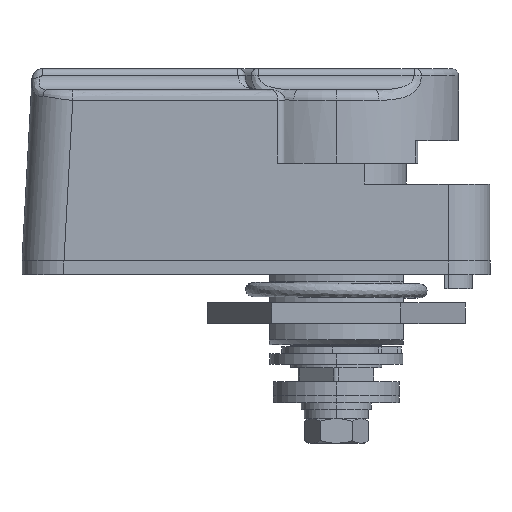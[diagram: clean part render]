
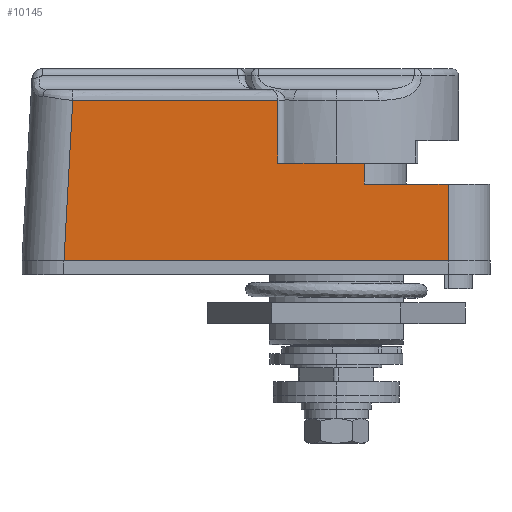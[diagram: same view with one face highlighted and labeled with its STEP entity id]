
A CAD part, left-side view. The second image highlights one B-rep face of the part: STEP entity #10145.
In plain terms, the highlighted planar face has unit normal (-1, 0, 0).
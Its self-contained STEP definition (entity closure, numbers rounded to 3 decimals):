
#1 = CARTESIAN_POINT ( 'NONE',  ( -17.5, -22., 0. ) ) ;
#59 = DIRECTION ( 'NONE',  ( 0., 0., 1. ) ) ;
#546 = LINE ( 'NONE', #11992, #8027 ) ;
#654 = ORIENTED_EDGE ( 'NONE', *, *, #7575, .T. ) ;
#803 = CARTESIAN_POINT ( 'NONE',  ( -17.5, 8.367, 14. ) ) ;
#917 = CARTESIAN_POINT ( 'NONE',  ( -17.5, 37.737, 23. ) ) ;
#979 = LINE ( 'NONE', #11142, #4332 ) ;
#1175 = VERTEX_POINT ( 'NONE', #2322 ) ;
#1320 = LINE ( 'NONE', #1, #7622 ) ;
#1383 = DIRECTION ( 'NONE',  ( -1., 0., 0. ) ) ;
#1543 = EDGE_CURVE ( 'NONE', #7117, #6990, #1320, .T. ) ;
#1560 = DIRECTION ( 'NONE',  ( 0., 0., 1. ) ) ;
#1775 = EDGE_CURVE ( 'NONE', #8961, #8982, #546, .T. ) ;
#1999 = EDGE_CURVE ( 'NONE', #7502, #6990, #5548, .T. ) ;
#2219 = CARTESIAN_POINT ( 'NONE',  ( -17.5, 28.253, 23. ) ) ;
#2322 = CARTESIAN_POINT ( 'NONE',  ( -17.5, -16., 11. ) ) ;
#2493 = VECTOR ( 'NONE', #2904, 1000. ) ;
#2507 = EDGE_CURVE ( 'NONE', #8975, #4824, #979, .T. ) ;
#2679 = CARTESIAN_POINT ( 'NONE',  ( -17.5, -22., 24.5 ) ) ;
#2849 = CARTESIAN_POINT ( 'NONE',  ( -17.5, -16., 24.5 ) ) ;
#2904 = DIRECTION ( 'NONE',  ( 0., 0.054, -0.999 ) ) ;
#3103 = CARTESIAN_POINT ( 'NONE',  ( -17.5, 8.367, 23. ) ) ;
#3430 = ORIENTED_EDGE ( 'NONE', *, *, #2507, .T. ) ;
#3550 = CARTESIAN_POINT ( 'NONE',  ( -17.5, 18.77, 23. ) ) ;
#3868 = VECTOR ( 'NONE', #4924, 1000. ) ;
#3989 = PLANE ( 'NONE',  #11531 ) ;
#4002 = DIRECTION ( 'NONE',  ( 0., -1., 0. ) ) ;
#4027 = ORIENTED_EDGE ( 'NONE', *, *, #1775, .T. ) ;
#4181 = LINE ( 'NONE', #2849, #12057 ) ;
#4237 = CARTESIAN_POINT ( 'NONE',  ( -17.5, 39.009, -0.327 ) ) ;
#4332 = VECTOR ( 'NONE', #9830, 1000. ) ;
#4824 = VERTEX_POINT ( 'NONE', #8484 ) ;
#4848 = CARTESIAN_POINT ( 'NONE',  ( -17.5, 9.287, 23. ) ) ;
#4924 = DIRECTION ( 'NONE',  ( 0., -1., 0. ) ) ;
#4989 = ORIENTED_EDGE ( 'NONE', *, *, #9819, .F. ) ;
#5088 = B_SPLINE_CURVE_WITH_KNOTS ( 'NONE', 3,
 ( #8783, #7489, #6170, #4848, #3550, #2219, #917 ),
 .UNSPECIFIED., .F., .F.,
 ( 4, 3, 4 ),
 ( 0.03, 0.031, 0.06 ),
 .UNSPECIFIED. ) ;
#5326 = CARTESIAN_POINT ( 'NONE',  ( -17.5, -4., 11. ) ) ;
#5548 = LINE ( 'NONE', #4237, #2493 ) ;
#6170 = CARTESIAN_POINT ( 'NONE',  ( -17.5, 8.98, 23. ) ) ;
#6204 = CARTESIAN_POINT ( 'NONE',  ( -17.5, 37.737, 23. ) ) ;
#6253 = CARTESIAN_POINT ( 'NONE',  ( -17.5, 0., 14. ) ) ;
#6628 = LINE ( 'NONE', #5326, #9158 ) ;
#6990 = VERTEX_POINT ( 'NONE', #9745 ) ;
#7117 = VERTEX_POINT ( 'NONE', #12435 ) ;
#7489 = CARTESIAN_POINT ( 'NONE',  ( -17.5, 8.673, 23. ) ) ;
#7502 = VERTEX_POINT ( 'NONE', #6204 ) ;
#7565 = LINE ( 'NONE', #6253, #3868 ) ;
#7575 = EDGE_CURVE ( 'NONE', #7117, #1175, #4181, .T. ) ;
#7622 = VECTOR ( 'NONE', #11466, 1000. ) ;
#8027 = VECTOR ( 'NONE', #10695, 1000. ) ;
#8363 = CARTESIAN_POINT ( 'NONE',  ( -17.5, -4., 11. ) ) ;
#8395 = ORIENTED_EDGE ( 'NONE', *, *, #1543, .F. ) ;
#8484 = CARTESIAN_POINT ( 'NONE',  ( -17.5, -4., 14. ) ) ;
#8579 = EDGE_LOOP ( 'NONE', ( #4027, #10951, #8693, #8395, #654, #9039, #3430, #4989 ) ) ;
#8693 = ORIENTED_EDGE ( 'NONE', *, *, #1999, .T. ) ;
#8783 = CARTESIAN_POINT ( 'NONE',  ( -17.5, 8.367, 23. ) ) ;
#8961 = VERTEX_POINT ( 'NONE', #803 ) ;
#8975 = VERTEX_POINT ( 'NONE', #8363 ) ;
#8982 = VERTEX_POINT ( 'NONE', #3103 ) ;
#9039 = ORIENTED_EDGE ( 'NONE', *, *, #9937, .F. ) ;
#9158 = VECTOR ( 'NONE', #4002, 1000. ) ;
#9745 = CARTESIAN_POINT ( 'NONE',  ( -17.5, 38.991, 0. ) ) ;
#9819 = EDGE_CURVE ( 'NONE', #8961, #4824, #7565, .T. ) ;
#9830 = DIRECTION ( 'NONE',  ( 0., 0., 1. ) ) ;
#9937 = EDGE_CURVE ( 'NONE', #8975, #1175, #6628, .T. ) ;
#10145 = ADVANCED_FACE ( 'NONE', ( #10869 ), #3989, .T. ) ;
#10695 = DIRECTION ( 'NONE',  ( 0., 0., 1. ) ) ;
#10869 = FACE_OUTER_BOUND ( 'NONE', #8579, .T. ) ;
#10951 = ORIENTED_EDGE ( 'NONE', *, *, #11365, .T. ) ;
#11142 = CARTESIAN_POINT ( 'NONE',  ( -17.5, -4., 11. ) ) ;
#11365 = EDGE_CURVE ( 'NONE', #8982, #7502, #5088, .T. ) ;
#11466 = DIRECTION ( 'NONE',  ( 0., 1., 0. ) ) ;
#11531 = AXIS2_PLACEMENT_3D ( 'NONE', #2679, #1383, #59 ) ;
#11992 = CARTESIAN_POINT ( 'NONE',  ( -17.5, 8.367, 24.5 ) ) ;
#12057 = VECTOR ( 'NONE', #1560, 1000. ) ;
#12435 = CARTESIAN_POINT ( 'NONE',  ( -17.5, -16., 0. ) ) ;
